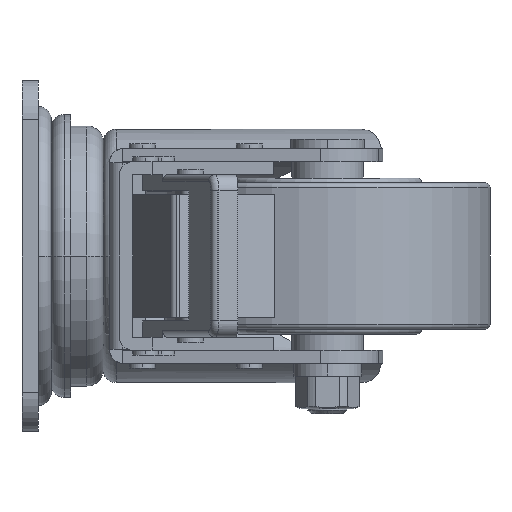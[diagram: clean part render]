
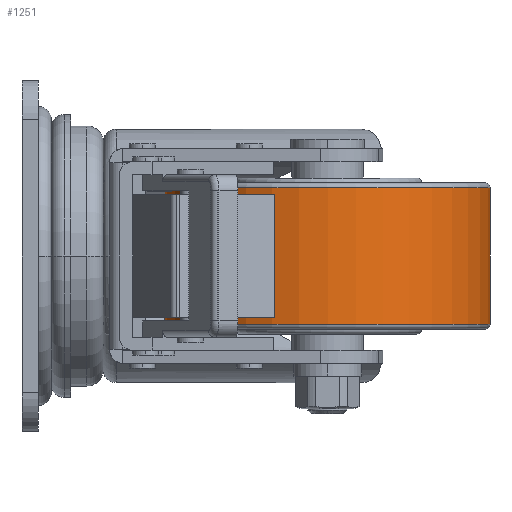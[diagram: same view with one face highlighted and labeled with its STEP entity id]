
A CAD part, left-side view. The second image highlights one B-rep face of the part: STEP entity #1251.
In plain terms, the highlighted cylindrical face has radius 50 mm (diameter 100 mm), a partial arc.
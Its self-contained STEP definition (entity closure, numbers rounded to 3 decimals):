
#145 = EDGE_CURVE ( 'NONE', #5395, #5400, #4856, .T. ) ;
#152 = EDGE_CURVE ( 'NONE', #5382, #5383, #4877, .T. ) ;
#451 = VECTOR ( 'NONE', #4858, 1000. ) ;
#459 = VECTOR ( 'NONE', #4879, 1000. ) ;
#646 = CIRCLE ( 'NONE', #7989, 50. ) ;
#700 = CIRCLE ( 'NONE', #7858, 50. ) ;
#968 = EDGE_CURVE ( 'NONE', #5400, #5383, #700, .T. ) ;
#1034 = EDGE_CURVE ( 'NONE', #5395, #5382, #646, .T. ) ;
#1251 = ADVANCED_FACE ( 'NONE', ( #6808 ), #6805, .T. ) ;
#1470 = CARTESIAN_POINT ( 'NONE',  ( -37., -94., -21. ) ) ;
#1471 = DIRECTION ( 'NONE',  ( 0., 0., -1. ) ) ;
#1472 = DIRECTION ( 'NONE',  ( 0., 1., 0. ) ) ;
#1673 = CARTESIAN_POINT ( 'NONE',  ( -37., -94., 21. ) ) ;
#1674 = DIRECTION ( 'NONE',  ( 0., 0., -1. ) ) ;
#1675 = DIRECTION ( 'NONE',  ( 0., 1., 0. ) ) ;
#2176 = CARTESIAN_POINT ( 'NONE',  ( -37., -94., -29. ) ) ;
#2177 = DIRECTION ( 'NONE',  ( 0., 0., -1. ) ) ;
#2178 = DIRECTION ( 'NONE',  ( 0., 1., 0. ) ) ;
#3743 = CARTESIAN_POINT ( 'NONE',  ( -37., -44., 21. ) ) ;
#3744 = CARTESIAN_POINT ( 'NONE',  ( -37., -44., -21. ) ) ;
#3756 = CARTESIAN_POINT ( 'NONE',  ( -37., -144., 21. ) ) ;
#3761 = CARTESIAN_POINT ( 'NONE',  ( -37., -144., -21. ) ) ;
#4856 = LINE ( 'NONE', #4857, #451 ) ;
#4857 = CARTESIAN_POINT ( 'NONE',  ( -37., -144., -29. ) ) ;
#4858 = DIRECTION ( 'NONE',  ( 0., 0., -1. ) ) ;
#4877 = LINE ( 'NONE', #4878, #459 ) ;
#4878 = CARTESIAN_POINT ( 'NONE',  ( -37., -44., -29. ) ) ;
#4879 = DIRECTION ( 'NONE',  ( 0., 0., -1. ) ) ;
#5382 = VERTEX_POINT ( 'NONE', #3743 ) ;
#5383 = VERTEX_POINT ( 'NONE', #3744 ) ;
#5395 = VERTEX_POINT ( 'NONE', #3756 ) ;
#5400 = VERTEX_POINT ( 'NONE', #3761 ) ;
#5913 = EDGE_LOOP ( 'NONE', ( #6099, #6100, #6101, #6097 ) ) ;
#6097 = ORIENTED_EDGE ( 'NONE', *, *, #968, .F. ) ;
#6099 = ORIENTED_EDGE ( 'NONE', *, *, #145, .F. ) ;
#6100 = ORIENTED_EDGE ( 'NONE', *, *, #1034, .T. ) ;
#6101 = ORIENTED_EDGE ( 'NONE', *, *, #152, .T. ) ;
#6805 = CYLINDRICAL_SURFACE ( 'NONE', #6807, 50. ) ;
#6807 = AXIS2_PLACEMENT_3D ( 'NONE', #2176, #2177, #2178 ) ;
#6808 = FACE_OUTER_BOUND ( 'NONE', #5913, .T. ) ;
#7858 = AXIS2_PLACEMENT_3D ( 'NONE', #1470, #1471, #1472 ) ;
#7989 = AXIS2_PLACEMENT_3D ( 'NONE', #1673, #1674, #1675 ) ;
